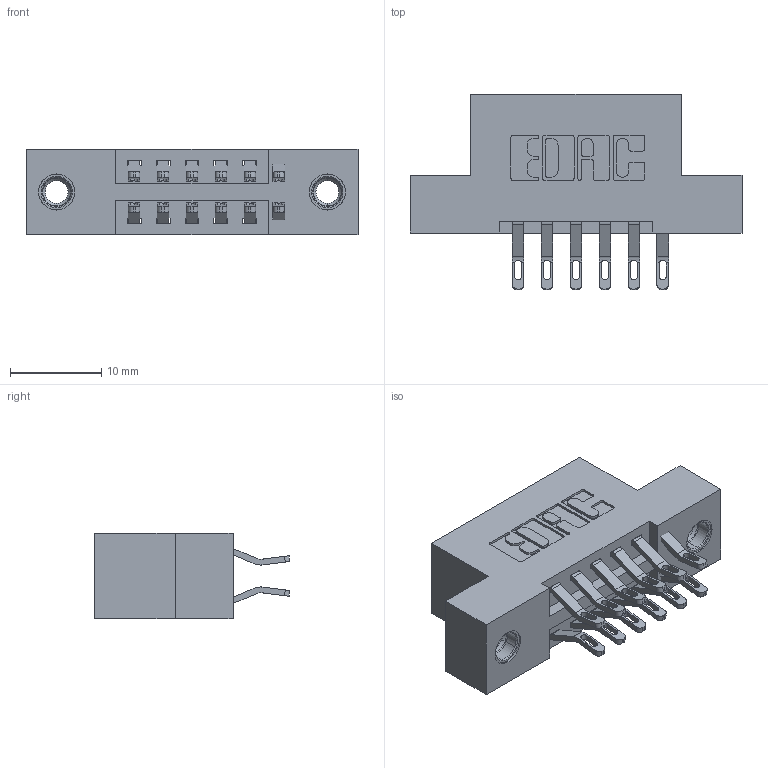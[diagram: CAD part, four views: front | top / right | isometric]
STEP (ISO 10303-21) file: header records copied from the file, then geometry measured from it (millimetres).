
FILE_DESCRIPTION (( 'STEP AP203' ), '1' );
FILE_NAME ('346-012-555-207.STEP', '2022-05-17T20:19:47', ( '' ), ( '' ), 'SwSTEP 2.0', 'SolidWorks 2020', '' );
FILE_SCHEMA (( 'CONFIG_CONTROL_DESIGN' ));
Length unit declared in the file: inch
Products named in the file (4): 346-012-555-207; 345-250-001_345-250-005-103; 346 Part_Flush Mounting Lugs - 0.156 Dia-TI; 345-292-001_555 Tail
Assembly tree (15 placements, depth 2):
  346-012-555-207
    346 Part_Flush Mounting Lugs - 0.156 Dia-TI
    345-292-001_555 Tail  x12
    345-250-001_345-250-005-103  x2
Bounding box: 36.45 x 21.46 x 9.4 mm (x, y, z)
Volume: 3306.1 mm3; surface area: 4224.6 mm2
Topology: 15 solids, 15 shells, 866 faces, 2619 edges, 1738 vertices
Faces by surface type: plane 494, cylinder 356, cone 12, torus 4
Entity records: 9820 total; most frequent: CARTESIAN_POINT 1679, ORIENTED_EDGE 1574, DIRECTION 1529, EDGE_CURVE 787, LINE 595, VECTOR 595, VERTEX_POINT 520, AXIS2_PLACEMENT_3D 467
